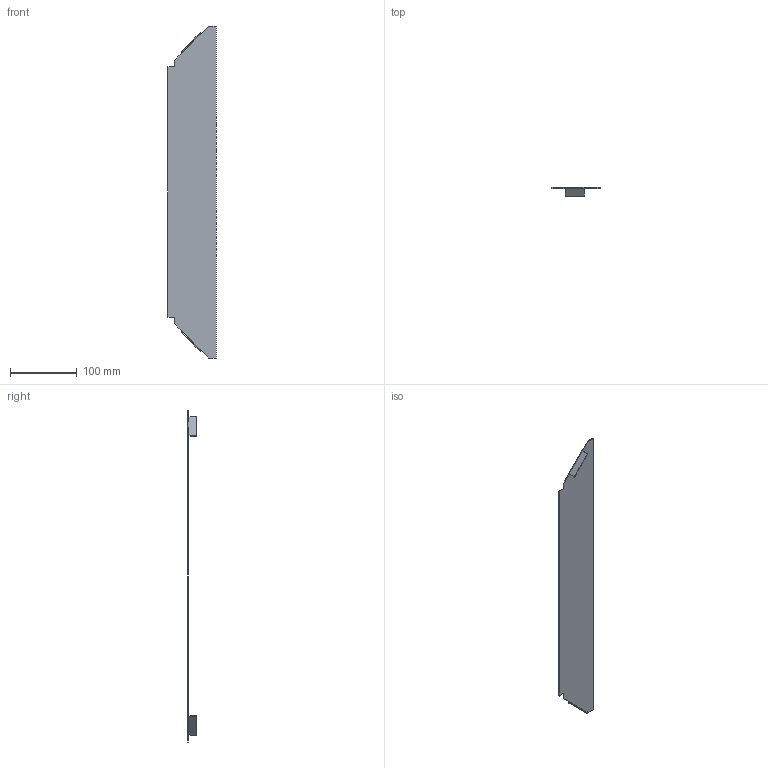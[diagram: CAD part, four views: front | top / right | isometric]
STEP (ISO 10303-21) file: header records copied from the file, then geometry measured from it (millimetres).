
FILE_DESCRIPTION (( 'STEP AP214' ), '1' );
FILE_NAME ('6042409.STEP', '2024-05-24T07:31:03', ( '' ), ( '' ), 'SwSTEP 2.0', 'SolidWorks 2022', '' );
FILE_SCHEMA (( 'AUTOMOTIVE_DESIGN' ));
Length unit declared in the file: millimetre
Products named in the file (1): 6042409
Bounding box: 72.3 x 13 x 498 mm (x, y, z)
Volume: 33222.2 mm3; surface area: 67578.3 mm2
Topology: 1 solids, 1 shells, 32 faces, 74 edges, 44 vertices
Faces by surface type: plane 28, cylinder 4
Entity records: 1044 total; most frequent: CARTESIAN_POINT 151, ORIENTED_EDGE 148, DIRECTION 148, EDGE_CURVE 74, LINE 66, VECTOR 66, VERTEX_POINT 44, AXIS2_PLACEMENT_3D 41
